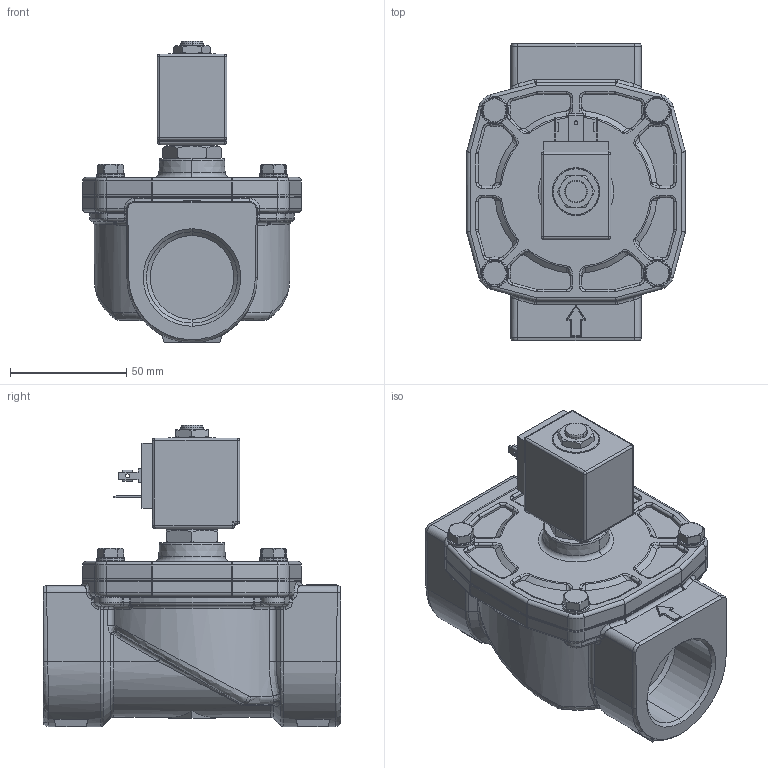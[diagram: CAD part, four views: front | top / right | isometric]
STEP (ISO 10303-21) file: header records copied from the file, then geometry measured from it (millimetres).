
FILE_DESCRIPTION((''),'2;1');
FILE_NAME('21HF7KOV350_BDA_INGOMBRO_ASM','2009-07-06T',('romeri'),('O.D.E.'),'PRO/ENGINEER BY PARAMETRIC TECHNOLOGY CORPORATION, 2005450','PRO/ENGINEER BY PARAMETRIC TECHNOLOGY CORPORATION, 2005450','');
FILE_SCHEMA(('CONFIG_CONTROL_DESIGN'));
Length unit declared in the file: millimetre
Products named in the file (9): 450HF7_INGOMBRO; 452390_INGOMBRO; 450603_INGOMBRO; BOBINA_8_W_INGOMBRO; 450145; 450146; ROSETTE_UNI_1751_M6; VITE_T_ESAGONALE_ISO_4_M6X20; 21HF7KOV350_BDA_INGOMBRO_ASM
Assembly tree (14 placements, depth 2):
  21HF7KOV350_BDA_INGOMBRO_ASM
    450HF7_INGOMBRO
    452390_INGOMBRO
    450603_INGOMBRO
    BOBINA_8_W_INGOMBRO
    450145
    450146
    ROSETTE_UNI_1751_M6  x4
    VITE_T_ESAGONALE_ISO_4_M6X20  x4
Bounding box: 94 x 128 x 129.5 mm (x, y, z)
Volume: 468662.6 mm3; surface area: 90529.6 mm2
Topology: 14 solids, 19 shells, 1416 faces, 3223 edges, 1882 vertices
Faces by surface type: cylinder 462, plane 350, torus 229, bspline 227, cone 111, sphere 37
Entity records: 47411 total; most frequent: CARTESIAN_POINT 12913, DIRECTION 5363, ORIENTED_EDGE 5326, PRESENTATION_STYLE_ASSIGNMENT 2737, STYLED_ITEM 2671, CURVE_STYLE 2663, EDGE_CURVE 2663, AXIS2_PLACEMENT_3D 2163
